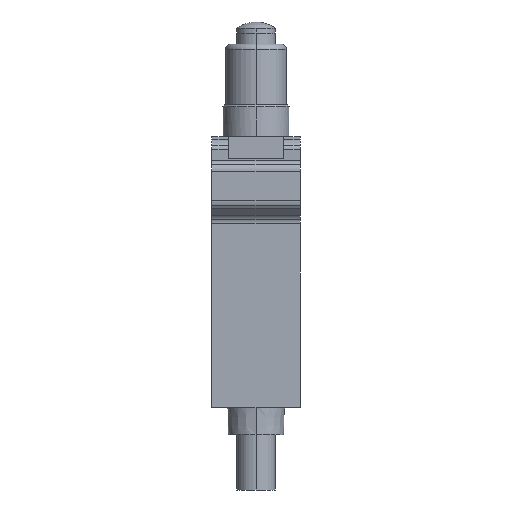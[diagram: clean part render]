
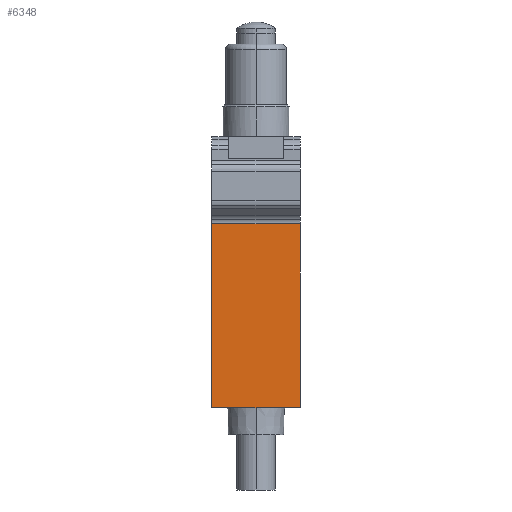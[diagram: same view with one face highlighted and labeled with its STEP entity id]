
A CAD part, left-side view. The second image highlights one B-rep face of the part: STEP entity #6348.
In plain terms, the highlighted planar face has unit normal (-1, 0, 0).
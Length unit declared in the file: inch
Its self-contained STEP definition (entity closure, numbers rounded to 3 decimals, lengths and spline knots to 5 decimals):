
#113 = DIRECTION ( 'NONE',  ( 0., 0., 1. ) ) ;
#126 = ORIENTED_EDGE ( 'NONE', *, *, #421, .F. ) ;
#186 = LINE ( 'NONE', #2069, #5913 ) ;
#261 = ORIENTED_EDGE ( 'NONE', *, *, #5710, .T. ) ;
#407 = EDGE_CURVE ( 'NONE', #2184, #3976, #3153, .T. ) ;
#421 = EDGE_CURVE ( 'NONE', #2927, #3976, #4144, .T. ) ;
#488 = CARTESIAN_POINT ( 'NONE',  ( -0.59055, 0., -0.26687 ) ) ;
#591 = DIRECTION ( 'NONE',  ( 0., 0., -1. ) ) ;
#722 = EDGE_CURVE ( 'NONE', #782, #2184, #1369, .T. ) ;
#753 = VECTOR ( 'NONE', #2143, 39.37008 ) ;
#782 = VERTEX_POINT ( 'NONE', #1337 ) ;
#1337 = CARTESIAN_POINT ( 'NONE',  ( -0.59055, 0., -1.5748 ) ) ;
#1369 = LINE ( 'NONE', #5350, #1750 ) ;
#1471 = AXIS2_PLACEMENT_3D ( 'NONE', #4505, #2568, #113 ) ;
#1653 = DIRECTION ( 'NONE',  ( 0., -1., 0. ) ) ;
#1750 = VECTOR ( 'NONE', #4266, 39.37008 ) ;
#2069 = CARTESIAN_POINT ( 'NONE',  ( -0.59055, 0., -0.26687 ) ) ;
#2140 = FACE_OUTER_BOUND ( 'NONE', #4524, .T. ) ;
#2143 = DIRECTION ( 'NONE',  ( 0., 0., 1. ) ) ;
#2184 = VERTEX_POINT ( 'NONE', #3199 ) ;
#2568 = DIRECTION ( 'NONE',  ( -1., 0., 0. ) ) ;
#2769 = ORIENTED_EDGE ( 'NONE', *, *, #407, .T. ) ;
#2927 = VERTEX_POINT ( 'NONE', #488 ) ;
#3153 = LINE ( 'NONE', #3211, #753 ) ;
#3199 = CARTESIAN_POINT ( 'NONE',  ( -0.59055, -0.62992, -1.5748 ) ) ;
#3211 = CARTESIAN_POINT ( 'NONE',  ( -0.59055, -0.62992, -1.5748 ) ) ;
#3243 = ORIENTED_EDGE ( 'NONE', *, *, #722, .T. ) ;
#3976 = VERTEX_POINT ( 'NONE', #6029 ) ;
#4144 = LINE ( 'NONE', #4656, #5158 ) ;
#4266 = DIRECTION ( 'NONE',  ( 0., -1., 0. ) ) ;
#4505 = CARTESIAN_POINT ( 'NONE',  ( -0.59055, 0., -1.5748 ) ) ;
#4524 = EDGE_LOOP ( 'NONE', ( #126, #261, #3243, #2769 ) ) ;
#4656 = CARTESIAN_POINT ( 'NONE',  ( -0.59055, 0., -0.26687 ) ) ;
#5158 = VECTOR ( 'NONE', #1653, 39.37008 ) ;
#5350 = CARTESIAN_POINT ( 'NONE',  ( -0.59055, 0., -1.5748 ) ) ;
#5710 = EDGE_CURVE ( 'NONE', #2927, #782, #186, .T. ) ;
#5913 = VECTOR ( 'NONE', #591, 39.37008 ) ;
#6029 = CARTESIAN_POINT ( 'NONE',  ( -0.59055, -0.62992, -0.26687 ) ) ;
#6066 = PLANE ( 'NONE',  #1471 ) ;
#6348 = ADVANCED_FACE ( 'NONE', ( #2140 ), #6066, .T. ) ;
